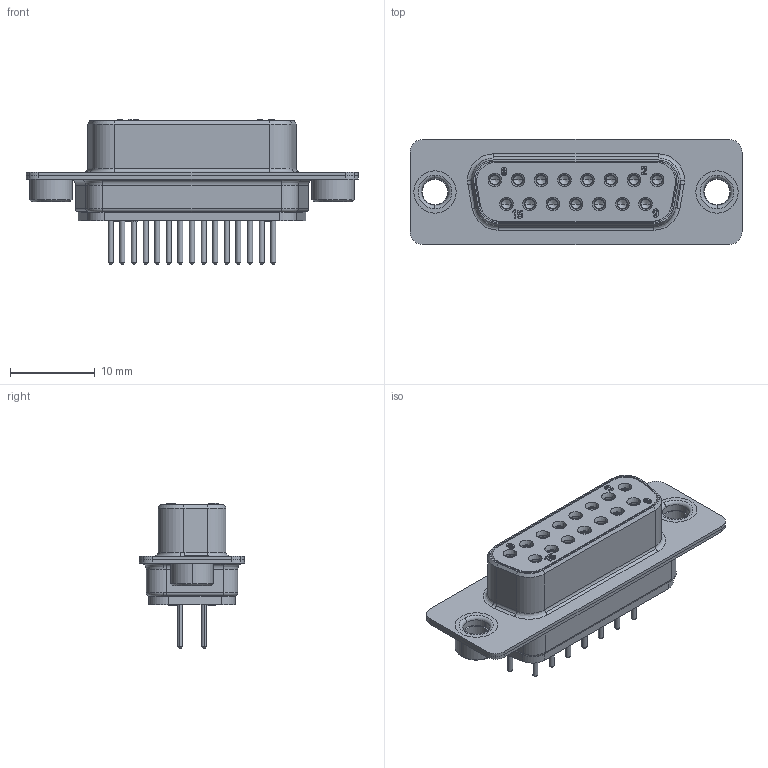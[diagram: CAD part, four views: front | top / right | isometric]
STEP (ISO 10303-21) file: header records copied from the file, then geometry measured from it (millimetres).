
FILE_DESCRIPTION((''),'2;1');
FILE_NAME('212611023.stp','2007-10-30T13:35:03',('martin.rickli'),(''),'Autodesk Inventor 9','Autodesk Inventor 9','');
FILE_SCHEMA(('AUTOMOTIVE_DESIGN { 1 0 10303 214 1 1 1 1 }'));
Length unit declared in the file: millimetre
Products named in the file (7): 052106; 00031a_15; R+B00105f; R+B00151a; R+B00145a; R+B00108b_female; DE002593
Assembly tree (21 placements, depth 2):
  052106
    00031a_15
    R+B00105f  x15
    R+B00151a
    R+B00145a
    R+B00108b_female  x2
    DE002593
Bounding box: 39.2 x 12.4 x 17.15 mm (x, y, z)
Volume: 2087.1 mm3; surface area: 6416.8 mm2
Topology: 21 solids, 21 shells, 3108 faces, 7749 edges, 4743 vertices
Faces by surface type: plane 2279, cylinder 404, cone 192, bspline 181, torus 52
Entity records: 24651 total; most frequent: CARTESIAN_POINT 7173, DIRECTION 3730, ORIENTED_EDGE 3588, EDGE_CURVE 1794, AXIS2_PLACEMENT_3D 1423, VERTEX_POINT 1144, VECTOR 884, LINE 884
